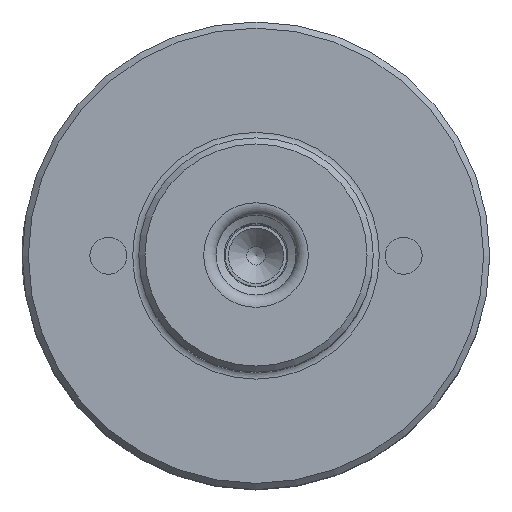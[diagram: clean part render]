
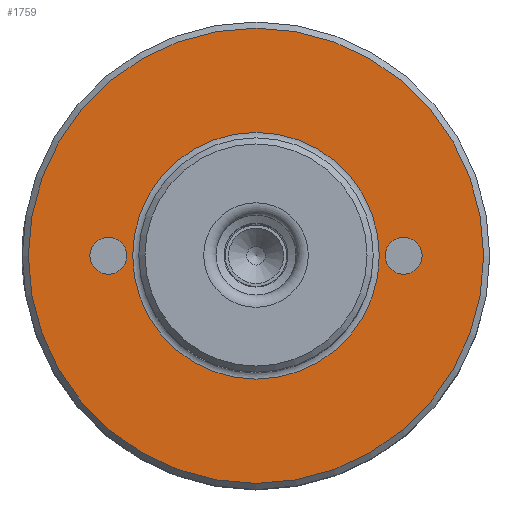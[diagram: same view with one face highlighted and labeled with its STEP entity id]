
A CAD part, top view. The second image highlights one B-rep face of the part: STEP entity #1759.
In plain terms, the highlighted planar face has unit normal (0, 0, 1).
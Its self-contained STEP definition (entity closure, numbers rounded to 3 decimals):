
#51=PLANE('',#1907);
#182=ORIENTED_EDGE('',*,*,#348,.F.);
#183=ORIENTED_EDGE('',*,*,#356,.F.);
#184=ORIENTED_EDGE('',*,*,#338,.T.);
#185=ORIENTED_EDGE('',*,*,#337,.T.);
#337=EDGE_CURVE('',#440,#440,#542,.T.);
#338=EDGE_CURVE('',#441,#441,#543,.T.);
#348=EDGE_CURVE('',#451,#451,#553,.T.);
#356=EDGE_CURVE('',#459,#459,#561,.T.);
#440=VERTEX_POINT('',#2528);
#441=VERTEX_POINT('',#2531);
#451=VERTEX_POINT('',#2558);
#459=VERTEX_POINT('',#2582);
#542=CIRCLE('',#1873,1.5);
#543=CIRCLE('',#1875,1.5);
#553=CIRCLE('',#1892,10.025);
#561=CIRCLE('',#1908,18.5);
#694=EDGE_LOOP('',(#182));
#695=EDGE_LOOP('',(#183));
#696=EDGE_LOOP('',(#184));
#697=EDGE_LOOP('',(#185));
#896=FACE_BOUND('',#694,.T.);
#897=FACE_BOUND('',#695,.T.);
#898=FACE_BOUND('',#696,.T.);
#899=FACE_BOUND('',#697,.T.);
#1759=ADVANCED_FACE('',(#896,#897,#898,#899),#51,.F.);
#1873=AXIS2_PLACEMENT_3D('',#2527,#2122,#2123);
#1875=AXIS2_PLACEMENT_3D('',#2530,#2126,#2127);
#1892=AXIS2_PLACEMENT_3D('',#2557,#2160,#2161);
#1907=AXIS2_PLACEMENT_3D('',#2580,#2190,#2191);
#1908=AXIS2_PLACEMENT_3D('',#2581,#2192,#2193);
#2122=DIRECTION('',(0.,0.,-1.));
#2123=DIRECTION('',(-1.,0.,0.));
#2126=DIRECTION('',(0.,0.,-1.));
#2127=DIRECTION('',(-1.,0.,0.));
#2160=DIRECTION('',(0.,0.,1.));
#2161=DIRECTION('',(1.,0.,0.));
#2190=DIRECTION('',(0.,0.,-1.));
#2191=DIRECTION('',(-1.,0.,0.));
#2192=DIRECTION('',(0.,0.,-1.));
#2193=DIRECTION('',(-1.,0.,0.));
#2527=CARTESIAN_POINT('',(12.,0.,18.));
#2528=CARTESIAN_POINT('',(10.5,0.,18.));
#2530=CARTESIAN_POINT('',(-12.,0.,18.));
#2531=CARTESIAN_POINT('',(-13.5,0.,18.));
#2557=CARTESIAN_POINT('',(0.,0.,18.));
#2558=CARTESIAN_POINT('',(10.025,0.,18.));
#2580=CARTESIAN_POINT('',(19.15,0.,18.));
#2581=CARTESIAN_POINT('',(0.,0.,18.));
#2582=CARTESIAN_POINT('',(-18.5,0.,18.));
